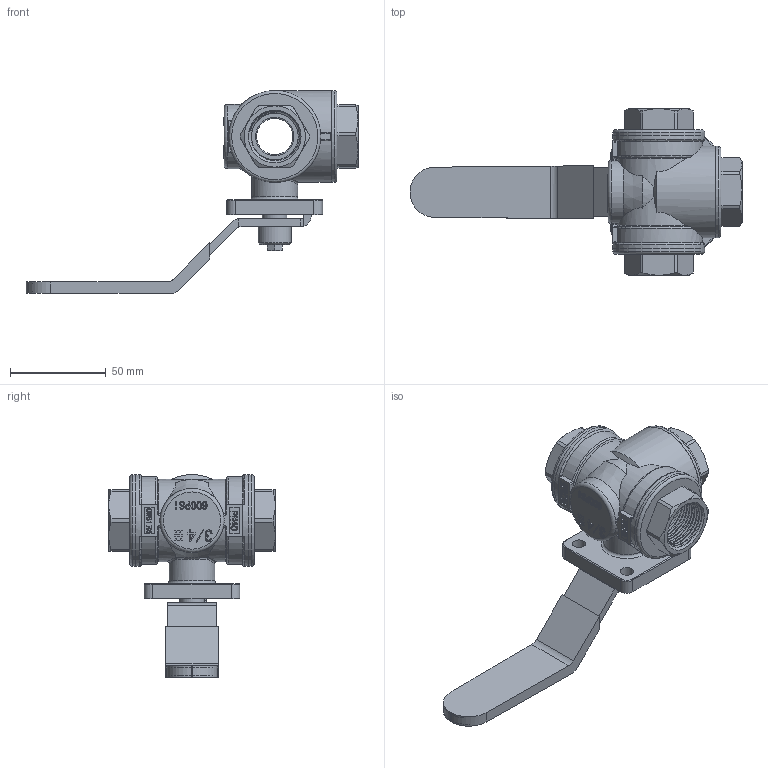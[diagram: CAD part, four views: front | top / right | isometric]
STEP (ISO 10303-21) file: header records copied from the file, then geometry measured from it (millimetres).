
FILE_DESCRIPTION(/* description */ ('Unknown'),/* implementation_level */ '2;1');
FILE_NAME(/* name */ '837_837-05',/* time_stamp */ '2022-08-09T11:25:21+02:00',/* author */ ('Unknown'),/* organization */ ('Unknown'),/* preprocessor_version */ 'ST-DEVELOPER v16.7',/* originating_system */ 'Solid Edge',/* authorisation */ 'Unknown');
FILE_SCHEMA (('AUTOMOTIVE_DESIGN {1 0 10303 214 3 1 1}'));
Length unit declared in the file: millimetre
Products named in the file (9): 2.330_335.020; 008; 002; 001; 005; 009; 351-06-008_ASM; 351-06-008-1; 351-06-008
Assembly tree (10 placements, depth 3):
  2.330_335.020
    008
    002  x3
    001
    005
    009
    351-06-008_ASM
      351-06-008-1
      351-06-008
Bounding box: 173.5 x 87 x 106 mm (x, y, z)
Volume: 126343.7 mm3; surface area: 78855.4 mm2
Topology: 9 solids, 9 shells, 731 faces, 1952 edges, 1288 vertices
Faces by surface type: plane 373, cylinder 161, bspline 106, cone 53, torus 35, sphere 3
Full cylindrical faces by diameter (mm): 4.2 x2, 5.5 x1, 7 x3, 9.8 x2, 13 x4, 13.5 x1, 15 x1, 16 x1, 17.5 x1, 18 x1, 19 x3, 24 x1, 24.5 x24, 28 x4, 33.5 x1, 34 x3, 39 x3, 39.5 x6, 42 x3, 48 x6
Entity records: 30602 total; most frequent: CARTESIAN_POINT 16007, ORIENTED_EDGE 3156, DIRECTION 2545, EDGE_CURVE 1578, VERTEX_POINT 1081, LINE 931, VECTOR 931, AXIS2_PLACEMENT_3D 807
